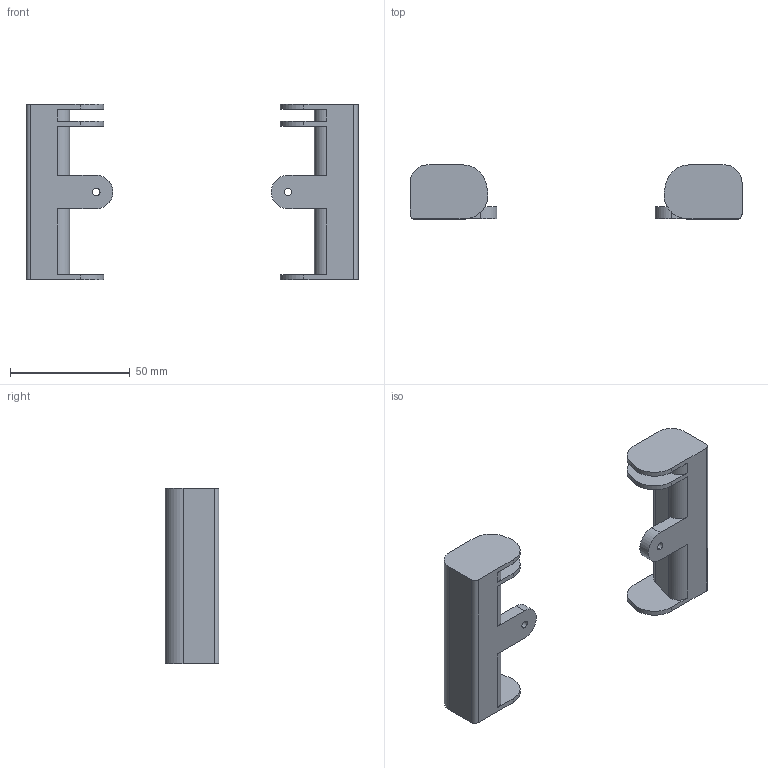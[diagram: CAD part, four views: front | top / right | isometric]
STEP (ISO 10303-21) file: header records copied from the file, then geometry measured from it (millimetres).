
FILE_DESCRIPTION (( 'STEP AP214' ), '1' );
FILE_NAME ('瘧第盓殤3.STEP', '2025-07-10T04:17:26', ( 'Windows User' ), ( 'P R C' ), 'SwSTEP 2.0', 'SolidWorks 2022', '' );
FILE_SCHEMA (( 'AUTOMOTIVE_DESIGN' ));
Length unit declared in the file: millimetre
Products named in the file (1): 耗材支架3
Bounding box: 138.49 x 22.5 x 73 mm (x, y, z)
Volume: 56307.6 mm3; surface area: 17127.6 mm2
Topology: 2 solids, 2 shells, 70 faces, 196 edges, 130 vertices
Faces by surface type: plane 38, cylinder 32
Entity records: 2329 total; most frequent: DIRECTION 412, CARTESIAN_POINT 397, ORIENTED_EDGE 392, EDGE_CURVE 196, AXIS2_PLACEMENT_3D 145, VERTEX_POINT 130, VECTOR 122, LINE 122
